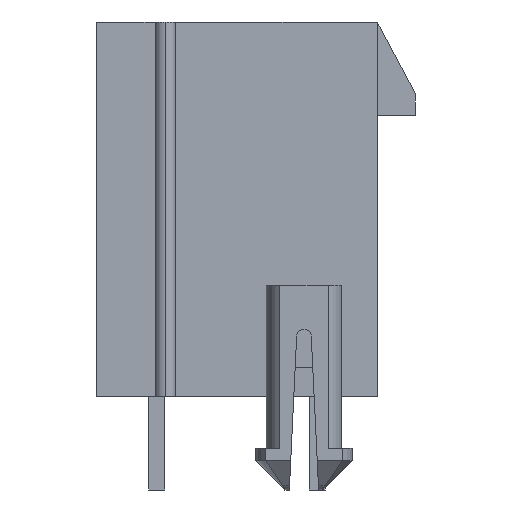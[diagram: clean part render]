
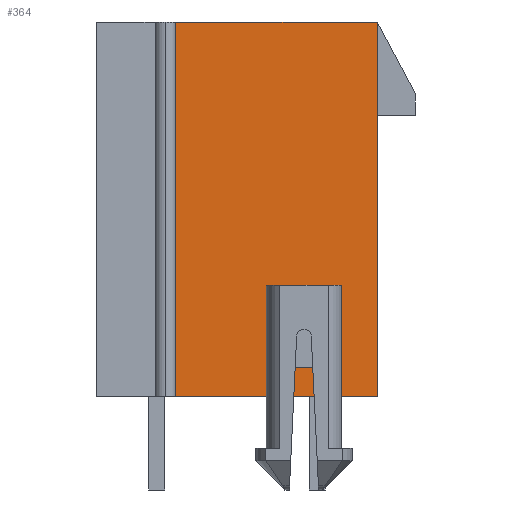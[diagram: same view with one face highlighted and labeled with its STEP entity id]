
A CAD part, left-side view. The second image highlights one B-rep face of the part: STEP entity #364.
In plain terms, the highlighted planar face has unit normal (-1, 0, 0).
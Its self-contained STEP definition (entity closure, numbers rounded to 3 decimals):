
#364=ADVANCED_FACE('',(#1321,#1322),#1323,.T.);
#1321=FACE_OUTER_BOUND('',#2527,.T.);
#1322=FACE_BOUND('',#2528,.T.);
#1323=PLANE('',#2529);
#2527=EDGE_LOOP('',(#5763,#5764,#5765,#5766));
#2528=EDGE_LOOP('',(#5767,#5768,#5769,#5770));
#2529=AXIS2_PLACEMENT_3D('',#5771,#5772,#5773);
#5763=ORIENTED_EDGE('',*,*,#7768,.T.);
#5764=ORIENTED_EDGE('',*,*,#8001,.T.);
#5765=ORIENTED_EDGE('',*,*,#8040,.F.);
#5766=ORIENTED_EDGE('',*,*,#8690,.F.);
#5767=ORIENTED_EDGE('',*,*,#8691,.F.);
#5768=ORIENTED_EDGE('',*,*,#8692,.F.);
#5769=ORIENTED_EDGE('',*,*,#8693,.T.);
#5770=ORIENTED_EDGE('',*,*,#8694,.F.);
#5771=CARTESIAN_POINT('',(-25.75,4.8,-12.8));
#5772=DIRECTION('',(-1.0,0.0,0.0));
#5773=DIRECTION('',(0.0,0.0,1.0));
#7768=EDGE_CURVE('',#9358,#9356,#9359,.T.);
#8001=EDGE_CURVE('',#9356,#9791,#9794,.T.);
#8040=EDGE_CURVE('',#9841,#9791,#9843,.T.);
#8690=EDGE_CURVE('',#9358,#9841,#10925,.T.);
#8691=EDGE_CURVE('',#10926,#10927,#10928,.T.);
#8692=EDGE_CURVE('',#10929,#10926,#10930,.T.);
#8693=EDGE_CURVE('',#10929,#10931,#10932,.T.);
#8694=EDGE_CURVE('',#10927,#10931,#10933,.T.);
#9356=VERTEX_POINT('',#11938);
#9358=VERTEX_POINT('',#11941);
#9359=LINE('',#11942,#11943);
#9791=VERTEX_POINT('',#12605);
#9794=LINE('',#12609,#12610);
#9841=VERTEX_POINT('',#12694);
#9843=LINE('',#12696,#12697);
#10925=LINE('',#14428,#14429);
#10926=VERTEX_POINT('',#14430);
#10927=VERTEX_POINT('',#14431);
#10928=LINE('',#14432,#14433);
#10929=VERTEX_POINT('',#14434);
#10930=LINE('',#14435,#14436);
#10931=VERTEX_POINT('',#14437);
#10932=LINE('',#14438,#14439);
#10933=LINE('',#14440,#14441);
#11938=CARTESIAN_POINT('',(-25.75,-4.8,-12.8));
#11941=CARTESIAN_POINT('',(-25.75,2.1,-12.8));
#11942=CARTESIAN_POINT('',(-25.75,2.1,-12.8));
#11943=VECTOR('',#15586,6.9);
#12605=CARTESIAN_POINT('',(-25.75,-4.8,0.0));
#12609=CARTESIAN_POINT('',(-25.75,-4.8,-12.8));
#12610=VECTOR('',#15821,12.8);
#12694=CARTESIAN_POINT('',(-25.75,2.1,0.0));
#12696=CARTESIAN_POINT('',(-25.75,2.1,0.0));
#12697=VECTOR('',#15862,6.9);
#14428=CARTESIAN_POINT('',(-25.75,2.1,-12.8));
#14429=VECTOR('',#16512,12.8);
#14430=CARTESIAN_POINT('',(-25.75,-3.04,-11.8));
#14431=CARTESIAN_POINT('',(-25.75,-3.04,-9.0));
#14432=CARTESIAN_POINT('',(-25.75,-3.04,-11.8));
#14433=VECTOR('',#16513,2.8);
#14434=CARTESIAN_POINT('',(-25.75,-1.54,-11.8));
#14435=CARTESIAN_POINT('',(-25.75,-1.54,-11.8));
#14436=VECTOR('',#16514,1.5);
#14437=CARTESIAN_POINT('',(-25.75,-1.54,-9.0));
#14438=CARTESIAN_POINT('',(-25.75,-1.54,-11.8));
#14439=VECTOR('',#16515,2.8);
#14440=CARTESIAN_POINT('',(-25.75,-3.04,-9.0));
#14441=VECTOR('',#16516,1.5);
#15586=DIRECTION('',(0.0,-1.0,0.0));
#15821=DIRECTION('',(0.0,0.0,1.0));
#15862=DIRECTION('',(0.0,-1.0,0.0));
#16512=DIRECTION('',(0.0,0.0,1.0));
#16513=DIRECTION('',(0.0,0.0,1.0));
#16514=DIRECTION('',(0.0,-1.0,0.0));
#16515=DIRECTION('',(0.0,0.0,1.0));
#16516=DIRECTION('',(0.0,1.0,0.0));
